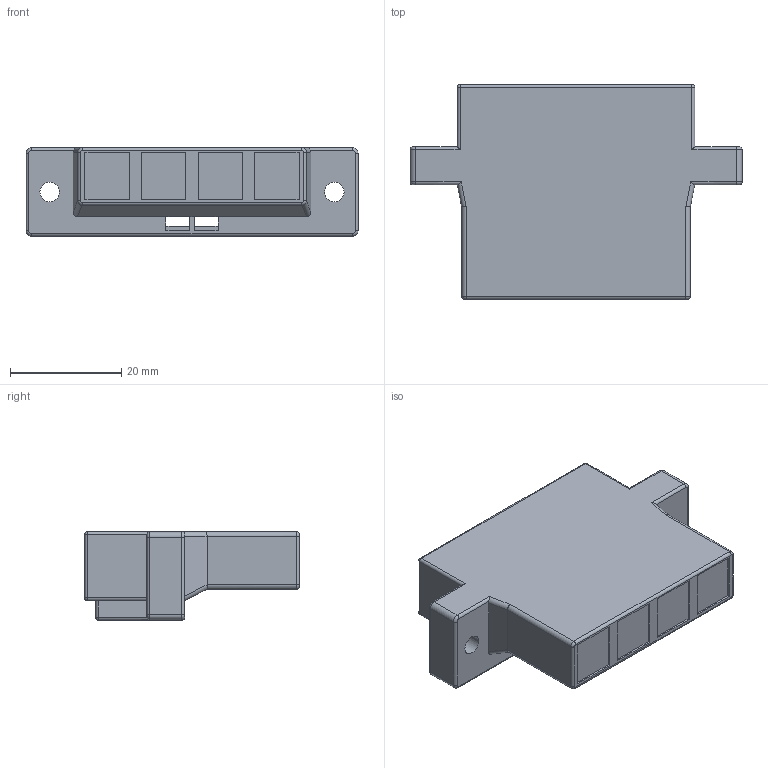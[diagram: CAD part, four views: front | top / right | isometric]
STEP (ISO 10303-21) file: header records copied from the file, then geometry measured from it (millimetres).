
FILE_DESCRIPTION(('CoCreate Modeling STEP Export'),'2;1');
FILE_NAME('DF60-4EP-10.16C.stp','2013-10-16T17:13:50',(''),(''),'CoCreate Modeling STEP processor for AP214 (Solid Model)','CoCreate Modeling 17.0 01-Apr-2010 (C) Parametric Technology GmbH','');
FILE_SCHEMA(('AUTOMOTIVE_DESIGN { 1 0 10303 214 1 1 1 1 }'));
Length unit declared in the file: millimetre
Products named in the file (1): DF60-4EP-10.16C
Bounding box: 59.68 x 38.6 x 15.9 mm (x, y, z)
Volume: 15279 mm3; surface area: 8613.9 mm2
Topology: 1 solids, 1 shells, 142 faces, 374 edges, 228 vertices
Faces by surface type: plane 79, cylinder 45, torus 12, sphere 6
Entity records: 4481 total; most frequent: CARTESIAN_POINT 962, ORIENTED_EDGE 736, DIRECTION 724, EDGE_CURVE 368, VECTOR 268, LINE 268, AXIS2_PLACEMENT_3D 228, VERTEX_POINT 228
